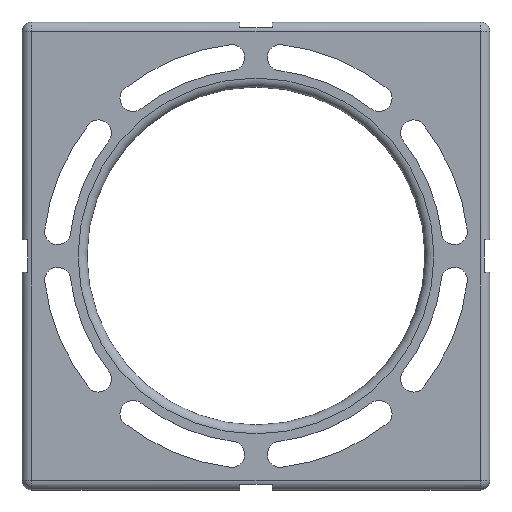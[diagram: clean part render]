
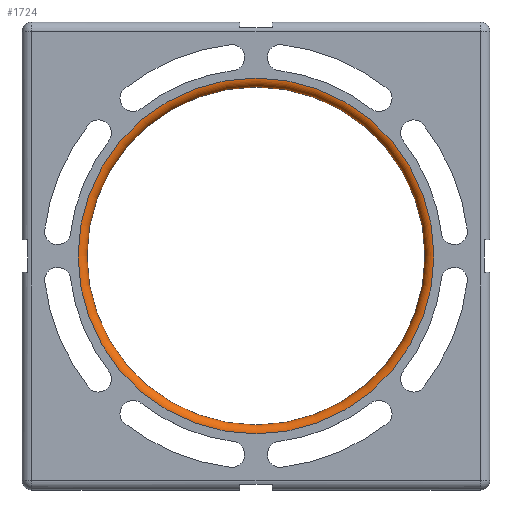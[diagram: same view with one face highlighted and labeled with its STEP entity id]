
A CAD part, top view. The second image highlights one B-rep face of the part: STEP entity #1724.
In plain terms, the highlighted toroidal (fillet/blend) face has major radius 547.5 mm and minor radius 27.5 mm.
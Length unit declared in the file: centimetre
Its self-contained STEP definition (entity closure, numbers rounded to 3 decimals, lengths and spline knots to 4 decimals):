
#29=TOROIDAL_SURFACE('',#1936,54.75,2.75);
#213=CIRCLE('',#1937,54.75);
#214=CIRCLE('',#1938,2.75);
#215=CIRCLE('',#1939,52.);
#216=CIRCLE('',#1940,52.);
#304=FACE_OUTER_BOUND('',#409,.T.);
#409=EDGE_LOOP('',(#1527,#1528,#1529,#1530,#1531));
#847=VERTEX_POINT('',#3012);
#848=VERTEX_POINT('',#3014);
#849=VERTEX_POINT('',#3016);
#1092=EDGE_CURVE('',#847,#847,#213,.T.);
#1093=EDGE_CURVE('',#847,#848,#214,.T.);
#1094=EDGE_CURVE('',#848,#849,#215,.T.);
#1095=EDGE_CURVE('',#849,#848,#216,.T.);
#1527=ORIENTED_EDGE('',*,*,#1092,.T.);
#1528=ORIENTED_EDGE('',*,*,#1093,.T.);
#1529=ORIENTED_EDGE('',*,*,#1094,.T.);
#1530=ORIENTED_EDGE('',*,*,#1095,.T.);
#1531=ORIENTED_EDGE('',*,*,#1093,.F.);
#1724=ADVANCED_FACE('',(#304),#29,.T.);
#1936=AXIS2_PLACEMENT_3D('',#3011,#2483,#2484);
#1937=AXIS2_PLACEMENT_3D('',#3013,#2485,#2486);
#1938=AXIS2_PLACEMENT_3D('',#3015,#2487,#2488);
#1939=AXIS2_PLACEMENT_3D('',#3017,#2489,#2490);
#1940=AXIS2_PLACEMENT_3D('',#3018,#2491,#2492);
#2483=DIRECTION('center_axis',(0.,0.,
-1.));
#2484=DIRECTION('ref_axis',(1.,0.,0.));
#2485=DIRECTION('center_axis',(0.,0.,
1.));
#2486=DIRECTION('ref_axis',(0.,-1.,0.));
#2487=DIRECTION('center_axis',(0.,1.,0.));
#2488=DIRECTION('ref_axis',(-1.,0.,0.));
#2489=DIRECTION('center_axis',(0.,0.,
-1.));
#2490=DIRECTION('ref_axis',(0.,-1.,0.));
#2491=DIRECTION('center_axis',(0.,0.,
-1.));
#2492=DIRECTION('ref_axis',(0.,-1.,0.));
#3011=CARTESIAN_POINT('Origin',(26.3641,173.4348,-1.25));
#3012=CARTESIAN_POINT('',(-28.3859,173.4348,1.5));
#3013=CARTESIAN_POINT('Origin',(26.3641,173.4348,1.5));
#3014=CARTESIAN_POINT('',(-25.6359,173.4348,-1.25));
#3015=CARTESIAN_POINT('Origin',(-28.3859,173.4348,-1.25));
#3016=CARTESIAN_POINT('',(26.3641,225.4348,-1.25));
#3017=CARTESIAN_POINT('Origin',(26.3641,173.4348,-1.25));
#3018=CARTESIAN_POINT('Origin',(26.3641,173.4348,-1.25));
